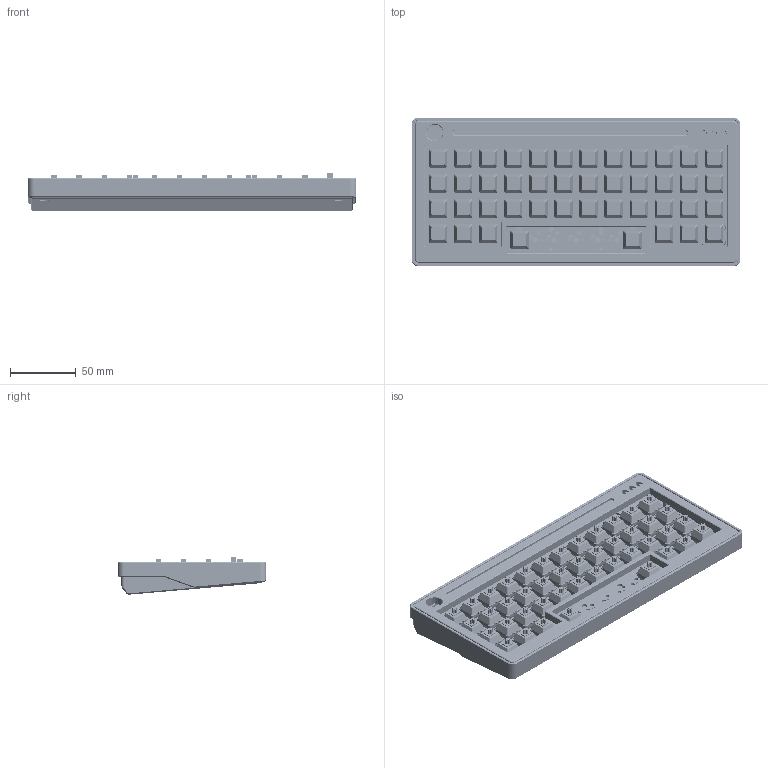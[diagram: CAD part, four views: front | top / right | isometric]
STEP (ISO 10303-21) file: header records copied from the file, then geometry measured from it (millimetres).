
FILE_DESCRIPTION(/* description */ (''),/* implementation_level */ '2;1');
FILE_NAME(/* name */ 'spc_evdr_12 v11.step',/* time_stamp */ '2023-03-22T17:59:29-07:00',/* author */ (''),/* organization */ (''),/* preprocessor_version */ 'ST-DEVELOPER v19.2',/* originating_system */ 'Autodesk Translation Framework v11.17.0.187',/* authorisation */ '');
FILE_SCHEMA (('AUTOMOTIVE_DESIGN { 1 0 10303 214 3 1 1 }'));
Products named in the file (169): spc_evdr_12; Case; topCase fdm; bottomCase fdm; non-case; caps; Component34; spc_evdr; CherryMX Switch; Kailh-CherryMX-Socket; D_SOD-123; CherryMX Switch_1; Kailh-CherryMX-Socket_1; CherryMX Switch_2; Kailh-CherryMX-Socket_2; CherryMX Switch_3; Kailh-CherryMX-Socket_3; CherryMX Switch_4; Kailh-CherryMX-Socket_4; CherryMX Switch_5; Kailh-CherryMX-Socket_5; CherryMX Switch_6; Kailh-CherryMX-Socket_6; CherryMX Switch_7; Kailh-CherryMX-Socket_7; CherryMX Switch_8; Kailh-CherryMX-Socket_8; D_SOD-123_1; CherryMX Switch_9; Kailh-CherryMX-Socket_9; CherryMX Switch_10; Kailh-CherryMX-Socket_10; CherryMX Switch_11; Kailh-CherryMX-Socket_11; LED_SK6812_PLCC4_5.0x5.0mm_P3.2mm; CherryMX Switch_12; Kailh-CherryMX-Socket_12; LED_SK6812_PLCC4_5.0x5.0mm_P3.2mm_1; CherryMX Switch_13; Kailh-CherryMX-Socket_13 ...
Assembly tree (343 placements, depth 5):
  spc_evdr_12
    Case
      topCase fdm
      bottomCase fdm
    non-case
      caps
        Component34  x36
      spc_evdr
        CherryMX Switch
          SOLID
        Kailh-CherryMX-Socket
          COMPOUND
        D_SOD-123
          SOLID (1)
        CherryMX Switch_1
          SOLID
        Kailh-CherryMX-Socket_1
          COMPOUND
        CherryMX Switch_2
          SOLID
        Kailh-CherryMX-Socket_2
          COMPOUND
        CherryMX Switch_3
          SOLID
        Kailh-CherryMX-Socket_3
          COMPOUND
        CherryMX Switch_4
          SOLID
        Kailh-CherryMX-Socket_4
          COMPOUND
        CherryMX Switch_5
          SOLID
        Kailh-CherryMX-Socket_5
          COMPOUND
        CherryMX Switch_6
          SOLID
        Kailh-CherryMX-Socket_6
          COMPOUND
        CherryMX Switch_7
          SOLID
        Kailh-CherryMX-Socket_7
          COMPOUND
        CherryMX Switch_8
          SOLID
        Kailh-CherryMX-Socket_8
          COMPOUND
        D_SOD-123_1
          SOLID (1)
        CherryMX Switch_9
          SOLID
        Kailh-CherryMX-Socket_9
          COMPOUND
        CherryMX Switch_10
          SOLID
        Kailh-CherryMX-Socket_10
          COMPOUND
        CherryMX Switch_11
          SOLID
        Kailh-CherryMX-Socket_11
          COMPOUND
Bounding box: 249.6 x 112.72 x 28.43 mm (x, y, z)
Volume: 265301.8 mm3; surface area: 216512.8 mm2
Topology: 240 solids, 240 shells, 16916 faces, 44570 edges, 28280 vertices
Faces by surface type: plane 12546, cylinder 3714, bspline 400, cone 256
Full cylindrical faces by diameter (mm): 0.5 x5, 0.6 x14, 0.7 x2, 0.8 x2, 0.813 x4, 1 x22, 1.2 x3, 1.6 x88, 1.9 x94, 2 x6, 2.9 x86, 3 x97, 3.048 x2, 3.1 x14, 3.333 x3, 3.85 x44, 3.988 x1, 4 x1, 4.1 x46, 5.1 x14, 9 x4, 12.5 x1
Entity records: 83556 total; most frequent: CARTESIAN_POINT 14527, DIRECTION 13862, ORIENTED_EDGE 13238, EDGE_CURVE 6619, LINE 5032, VECTOR 5032, AXIS2_PLACEMENT_3D 4415, VERTEX_POINT 4329
